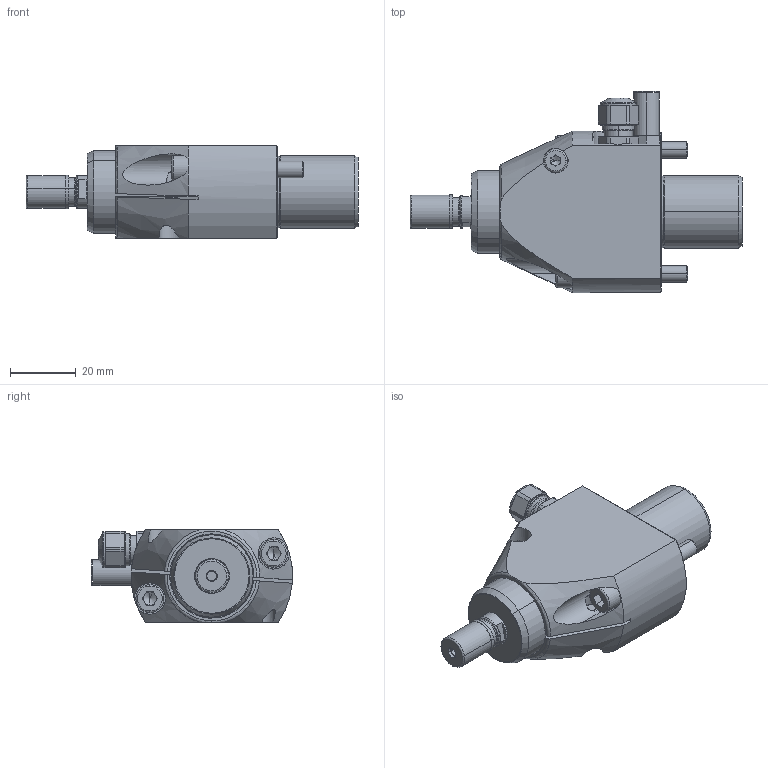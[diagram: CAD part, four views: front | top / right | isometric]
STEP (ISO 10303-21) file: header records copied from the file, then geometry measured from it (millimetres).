
FILE_DESCRIPTION (( 'STEP AP203' ), '1' );
FILE_NAME ('025S060SU-90-.STEP', '2016-07-26T14:04:06', ( 'default' ), ( '' ), 'SwSTEP 2.0', 'SolidWorks 2016', '' );
FILE_SCHEMA (( 'CONFIG_CONTROL_DESIGN' ));
Length unit declared in the file: millimetre
Products named in the file (1): 025S060SU-90-
Bounding box: 100.7 x 60.97 x 28 mm (x, y, z)
Surface area: 20221.7 mm2 (no closed solid volume)
Topology: 0 solids, 21 shells, 255 faces, 747 edges, 499 vertices
Faces by surface type: plane 97, cylinder 84, cone 46, torus 27, bspline 1
Entity records: 9059 total; most frequent: CARTESIAN_POINT 2216, DIRECTION 1506, ORIENTED_EDGE 1250, EDGE_CURVE 739, AXIS2_PLACEMENT_3D 600, VERTEX_POINT 499, CIRCLE 345, LINE 306
